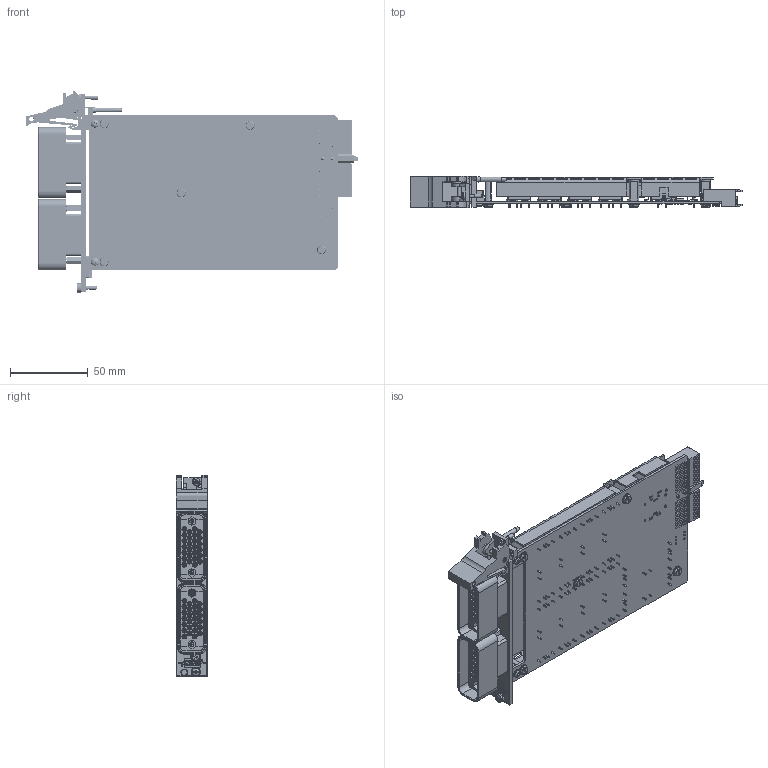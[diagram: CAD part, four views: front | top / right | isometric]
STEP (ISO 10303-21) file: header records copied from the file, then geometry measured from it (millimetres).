
FILE_DESCRIPTION (( 'STEP AP214' ), '1' );
FILE_NAME ('40-755-001 PXI 1slot 20 x 4 - 1 RF Mux.STEP', '2013-09-05T15:53:03', ( 'admin' ), ( '' ), 'SwSTEP 2.0', 'SolidWorks 2012', '' );
FILE_SCHEMA (( 'AUTOMOTIVE_DESIGN' ));
Length unit declared in the file: millimetre
Products named in the file (1): 40-755-001 PXI 1slot 20 x 4 - 1 RF Mux
Bounding box: 214 x 20.18 x 129.67 mm (x, y, z)
Surface area: 131209.5 mm2 (no closed solid volume)
Topology: 0 solids, 544 shells, 3498 faces, 12884 edges, 9603 vertices
Faces by surface type: plane 2479, cylinder 755, bspline 109, torus 87, cone 63, sphere 5
Full cylindrical faces by diameter (mm): 0.6 x110, 0.8 x6, 1 x1, 1.016 x2, 1.3 x4, 1.501 x16, 1.7 x2, 2 x6, 2.05 x1, 2.26 x51, 2.5 x4, 2.6 x1, 2.7 x1, 2.8 x1, 3 x3, 3.12 x104, 3.665 x1, 4.35 x1, 4.7 x6, 5 x5, 5.3 x1, 5.5 x4, 6 x5, 6.5 x1, 6.8 x5, 7.5 x1
Entity records: 183220 total; most frequent: CARTESIAN_POINT 40917, DIRECTION 20733, ORIENTED_EDGE 17760, EDGE_CURVE 12310, VERTEX_POINT 9470, LINE 8825, VECTOR 8825, AXIS2_PLACEMENT_3D 5954
